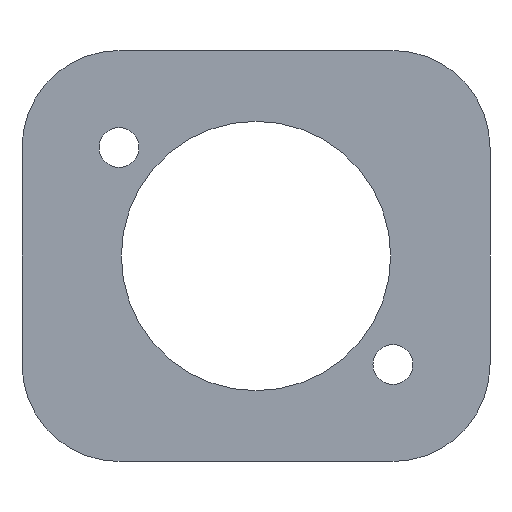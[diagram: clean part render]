
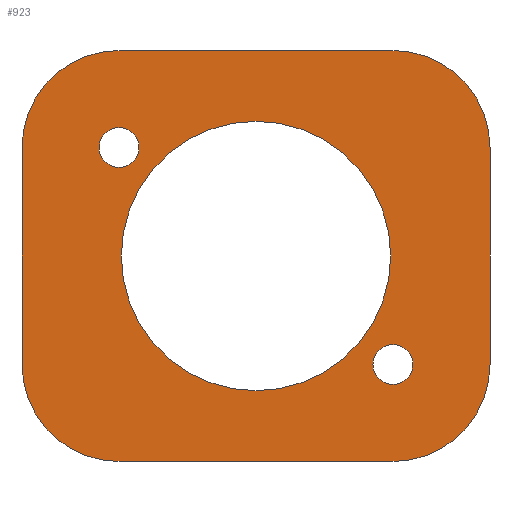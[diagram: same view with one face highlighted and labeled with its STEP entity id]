
A CAD part, left-side view. The second image highlights one B-rep face of the part: STEP entity #923.
In plain terms, the highlighted planar face has unit normal (-1, 0, 0).
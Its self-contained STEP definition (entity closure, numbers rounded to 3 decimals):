
#248=CARTESIAN_POINT('',(0.,0.,0.));
#249=DIRECTION('',(-1.,0.,0.));
#250=DIRECTION('',(0.,0.,-1.));
#251=AXIS2_PLACEMENT_3D('',#248,#249,#250);
#256=CARTESIAN_POINT('',(0.,0.,0.));
#257=DIRECTION('',(-1.,0.,0.));
#258=DIRECTION('',(0.,0.,1.));
#259=AXIS2_PLACEMENT_3D('',#256,#257,#258);
#264=CARTESIAN_POINT('',(0.,-12.,-9.5));
#265=DIRECTION('',(-1.,0.,0.));
#266=DIRECTION('',(0.,0.,-1.));
#267=AXIS2_PLACEMENT_3D('',#264,#265,#266);
#272=CARTESIAN_POINT('',(0.,-12.,-9.5));
#273=DIRECTION('',(-1.,0.,0.));
#274=DIRECTION('',(0.,0.,1.));
#275=AXIS2_PLACEMENT_3D('',#272,#273,#274);
#280=CARTESIAN_POINT('',(0.,12.,9.5));
#281=DIRECTION('',(-1.,0.,0.));
#282=DIRECTION('',(0.,0.,-1.));
#283=AXIS2_PLACEMENT_3D('',#280,#281,#282);
#288=CARTESIAN_POINT('',(0.,12.,9.5));
#289=DIRECTION('',(-1.,0.,0.));
#290=DIRECTION('',(0.,0.,1.));
#291=AXIS2_PLACEMENT_3D('',#288,#289,#290);
#296=CARTESIAN_POINT('',(0.,12.,-9.5));
#297=DIRECTION('',(-1.,0.,0.));
#298=DIRECTION('',(0.,1.,0.));
#299=AXIS2_PLACEMENT_3D('',#296,#297,#298);
#304=DIRECTION('',(0.,0.,-1.));
#305=VECTOR('',#304,19.);
#306=CARTESIAN_POINT('',(0.,20.5,9.5));
#307=LINE('',#306,#305);
#311=CARTESIAN_POINT('',(0.,12.,9.5));
#312=DIRECTION('',(-1.,0.,0.));
#313=DIRECTION('',(0.,0.,1.));
#314=AXIS2_PLACEMENT_3D('',#311,#312,#313);
#319=DIRECTION('',(0.,1.,0.));
#320=VECTOR('',#319,24.);
#321=CARTESIAN_POINT('',(0.,-12.,18.));
#322=LINE('',#321,#320);
#326=CARTESIAN_POINT('',(0.,-12.,9.5));
#327=DIRECTION('',(-1.,0.,0.));
#328=DIRECTION('',(0.,-1.,0.));
#329=AXIS2_PLACEMENT_3D('',#326,#327,#328);
#334=DIRECTION('',(0.,0.,1.));
#335=VECTOR('',#334,19.);
#336=CARTESIAN_POINT('',(0.,-20.5,-9.5));
#337=LINE('',#336,#335);
#341=CARTESIAN_POINT('',(0.,-12.,-9.5));
#342=DIRECTION('',(-1.,0.,0.));
#343=DIRECTION('',(0.,0.,-1.));
#344=AXIS2_PLACEMENT_3D('',#341,#342,#343);
#349=DIRECTION('',(0.,-1.,0.));
#350=VECTOR('',#349,24.);
#351=CARTESIAN_POINT('',(0.,12.,-18.));
#352=LINE('',#351,#350);
#765=CARTESIAN_POINT('',(0.,20.5,-9.5));
#766=CARTESIAN_POINT('',(0.,12.,-18.));
#767=VERTEX_POINT('',#765);
#768=VERTEX_POINT('',#766);
#769=CARTESIAN_POINT('',(0.,20.5,9.5));
#770=VERTEX_POINT('',#769);
#771=CARTESIAN_POINT('',(0.,12.,18.));
#772=VERTEX_POINT('',#771);
#773=CARTESIAN_POINT('',(0.,-12.,18.));
#774=VERTEX_POINT('',#773);
#775=CARTESIAN_POINT('',(0.,-20.5,9.5));
#776=VERTEX_POINT('',#775);
#777=CARTESIAN_POINT('',(0.,-20.5,-9.5));
#778=VERTEX_POINT('',#777);
#779=CARTESIAN_POINT('',(0.,-12.,-18.));
#780=VERTEX_POINT('',#779);
#797=CARTESIAN_POINT('',(0.,12.,7.75));
#798=CARTESIAN_POINT('',(0.,12.,11.25));
#799=VERTEX_POINT('',#797);
#800=VERTEX_POINT('',#798);
#801=CARTESIAN_POINT('',(0.,-12.,-11.25));
#802=CARTESIAN_POINT('',(0.,-12.,-7.75));
#803=VERTEX_POINT('',#801);
#804=VERTEX_POINT('',#802);
#805=CARTESIAN_POINT('',(0.,0.,-11.8));
#806=CARTESIAN_POINT('',(0.,0.,11.8));
#807=VERTEX_POINT('',#805);
#808=VERTEX_POINT('',#806);
#884=CARTESIAN_POINT('',(0.,0.,0.));
#885=DIRECTION('',(1.,0.,0.));
#886=DIRECTION('',(0.,0.,-1.));
#887=AXIS2_PLACEMENT_3D('',#884,#885,#886);
#888=PLANE('',#887);
#889=ORIENTED_EDGE('',*,*,#864,.F.);
#891=ORIENTED_EDGE('',*,*,#890,.F.);
#893=ORIENTED_EDGE('',*,*,#892,.F.);
#895=ORIENTED_EDGE('',*,*,#894,.F.);
#897=ORIENTED_EDGE('',*,*,#896,.F.);
#899=ORIENTED_EDGE('',*,*,#898,.F.);
#901=ORIENTED_EDGE('',*,*,#900,.F.);
#902=ORIENTED_EDGE('',*,*,#875,.F.);
#903=EDGE_LOOP('',(#889,#891,#893,#895,#897,#899,#901,#902));
#904=FACE_OUTER_BOUND('',#903,.F.);
#906=ORIENTED_EDGE('',*,*,#905,.T.);
#908=ORIENTED_EDGE('',*,*,#907,.T.);
#909=EDGE_LOOP('',(#906,#908));
#910=FACE_BOUND('',#909,.F.);
#912=ORIENTED_EDGE('',*,*,#911,.T.);
#914=ORIENTED_EDGE('',*,*,#913,.T.);
#915=EDGE_LOOP('',(#912,#914));
#916=FACE_BOUND('',#915,.F.);
#918=ORIENTED_EDGE('',*,*,#917,.T.);
#920=ORIENTED_EDGE('',*,*,#919,.T.);
#921=EDGE_LOOP('',(#918,#920));
#922=FACE_BOUND('',#921,.F.);
#923=ADVANCED_FACE('',(#904,#910,#916,#922),#888,.F.);
#252=CIRCLE('',#251,11.8);
#260=CIRCLE('',#259,11.8);
#268=CIRCLE('',#267,1.75);
#276=CIRCLE('',#275,1.75);
#284=CIRCLE('',#283,1.75);
#292=CIRCLE('',#291,1.75);
#300=CIRCLE('',#299,8.5);
#315=CIRCLE('',#314,8.5);
#330=CIRCLE('',#329,8.5);
#345=CIRCLE('',#344,8.5);
#864=EDGE_CURVE('',#767,#768,#300,.T.);
#875=EDGE_CURVE('',#768,#780,#352,.T.);
#890=EDGE_CURVE('',#770,#767,#307,.T.);
#892=EDGE_CURVE('',#772,#770,#315,.T.);
#894=EDGE_CURVE('',#774,#772,#322,.T.);
#896=EDGE_CURVE('',#776,#774,#330,.T.);
#898=EDGE_CURVE('',#778,#776,#337,.T.);
#900=EDGE_CURVE('',#780,#778,#345,.T.);
#905=EDGE_CURVE('',#807,#808,#252,.T.);
#907=EDGE_CURVE('',#808,#807,#260,.T.);
#911=EDGE_CURVE('',#803,#804,#268,.T.);
#913=EDGE_CURVE('',#804,#803,#276,.T.);
#917=EDGE_CURVE('',#799,#800,#284,.T.);
#919=EDGE_CURVE('',#800,#799,#292,.T.);
